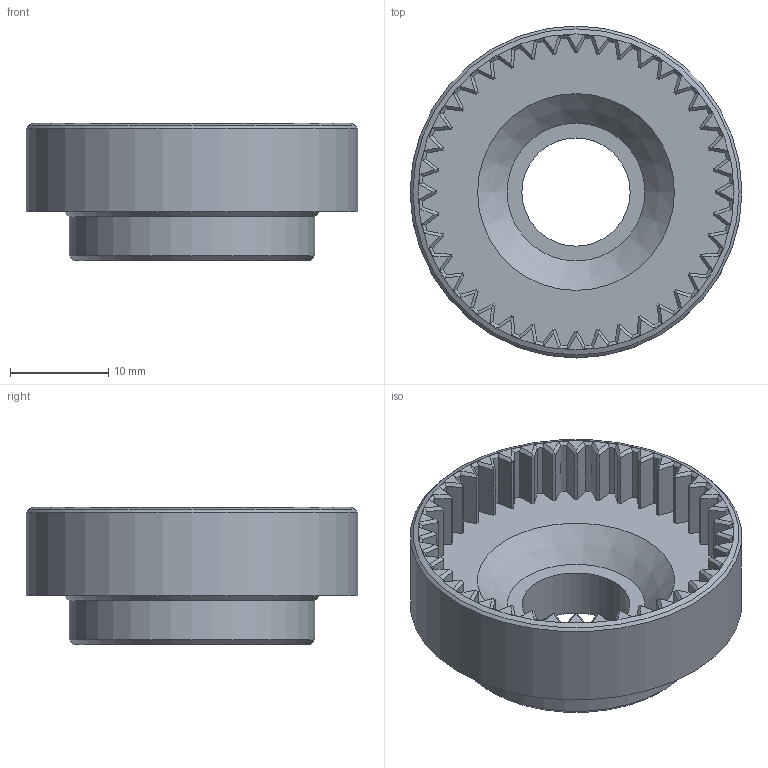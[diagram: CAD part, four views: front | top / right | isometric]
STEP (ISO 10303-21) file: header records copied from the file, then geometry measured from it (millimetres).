
FILE_DESCRIPTION(/* description */ (''),/* implementation_level */ '2;1');
FILE_NAME(/* name */ 'Output gear.step',/* time_stamp */ '2025-08-28T03:25:35+04:00',/* author */ (''),/* organization */ (''),/* preprocessor_version */ 'ST-DEVELOPER v20.1',/* originating_system */ 'Autodesk Translation Framework v14.10.0.0',/* authorisation */ '');
FILE_SCHEMA (('AUTOMOTIVE_DESIGN { 1 0 10303 214 3 1 1 }'));
Length unit declared in the file: millimetre
Products named in the file (1): Output gear
Bounding box: 33.73 x 33.73 x 14 mm (x, y, z)
Volume: 4591.4 mm3; surface area: 4458.3 mm2
Topology: 1 solids, 1 shells, 344 faces, 837 edges, 504 vertices
Faces by surface type: plane 330, cylinder 9, cone 5
Full cylindrical faces by diameter (mm): 5 x6, 11 x1, 25 x1, 33.733 x1
Entity records: 9713 total; most frequent: CARTESIAN_POINT 1686, ORIENTED_EDGE 1674, DIRECTION 1551, EDGE_CURVE 837, LINE 813, VECTOR 813, VERTEX_POINT 504, AXIS2_PLACEMENT_3D 369
